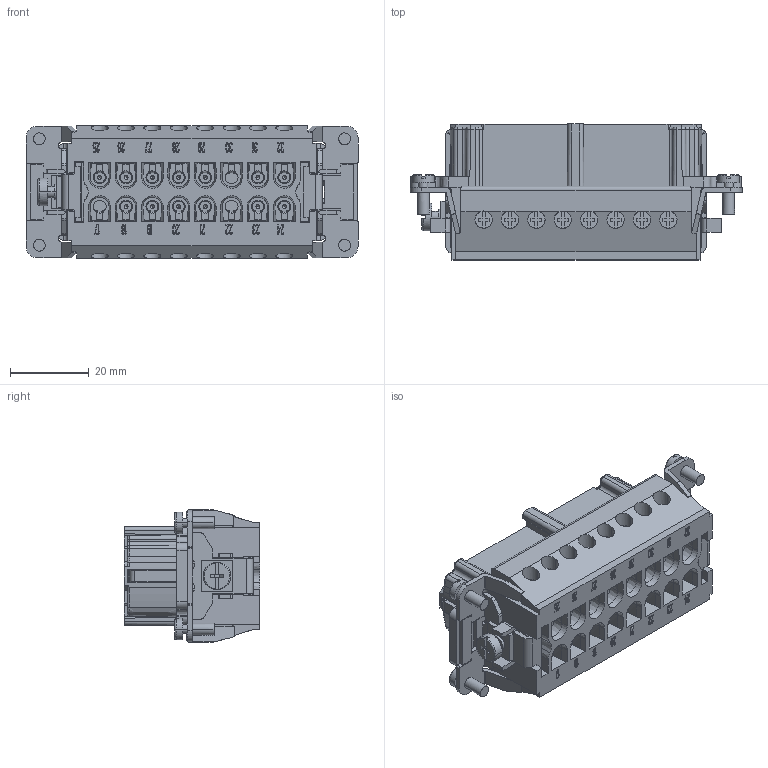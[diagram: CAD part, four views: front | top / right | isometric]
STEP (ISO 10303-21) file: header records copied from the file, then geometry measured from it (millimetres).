
FILE_DESCRIPTION((''),'2;1');
FILE_NAME('HE-016-F-V20','2017-07-27T',('tl.yang'),(''),'PRO/ENGINEER BY PARAMETRIC TECHNOLOGY CORPORATION, 2011500','PRO/ENGINEER BY PARAMETRIC TECHNOLOGY CORPORATION, 2011500','');
FILE_SCHEMA(('CONFIG_CONTROL_DESIGN'));
Products named in the file (1): HE-016-F-V20
Bounding box: 84.3 x 34.5 x 33.7 mm (x, y, z)
Volume: 46811.9 mm3; surface area: 24387.3 mm2
Topology: 1 solids, 18 shells, 4061 faces, 11570 edges, 7651 vertices
Faces by surface type: plane 3184, cylinder 445, bspline 228, extrusion 96, cone 86, torus 22
Entity records: 143667 total; most frequent: CARTESIAN_POINT 39839, ORIENTED_EDGE 23088, DIRECTION 18916, EDGE_CURVE 11544, VECTOR 9530, LINE 9434, VERTEX_POINT 7651, AXIS2_PLACEMENT_3D 4693
